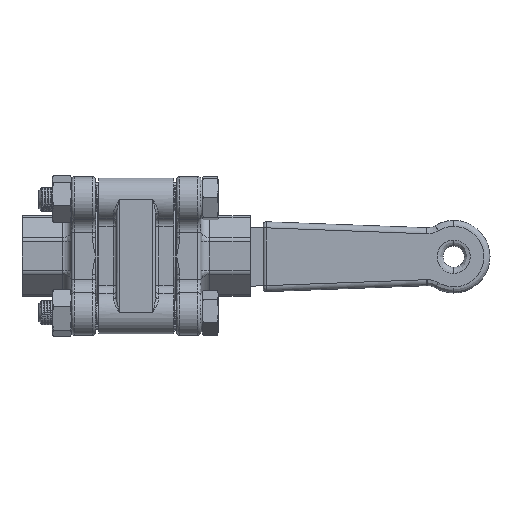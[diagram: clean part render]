
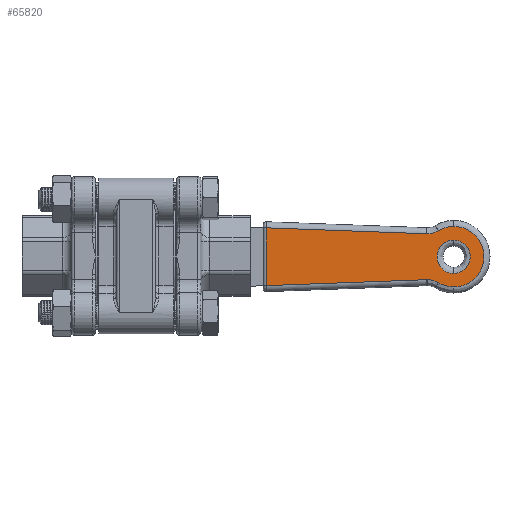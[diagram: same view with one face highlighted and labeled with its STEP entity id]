
A CAD part, front view. The second image highlights one B-rep face of the part: STEP entity #65820.
In plain terms, the highlighted planar face has unit normal (0, -1, 0).
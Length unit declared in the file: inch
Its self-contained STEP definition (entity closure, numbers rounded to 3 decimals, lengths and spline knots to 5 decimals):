
#1904 = CARTESIAN_POINT ( 'NONE',  ( 3.77971, 1.08268, -0.29875 ) ) ;
#2315 = CARTESIAN_POINT ( 'NONE',  ( 4.13386, 1.08268, -0.3937 ) ) ;
#4954 = EDGE_LOOP ( 'NONE', ( #146031, #83535 ) ) ;
#7025 = DIRECTION ( 'NONE',  ( 0.999, 0., -0.037 ) ) ;
#8099 = EDGE_CURVE ( 'NONE', #88572, #64081, #132524, .T. ) ;
#13728 = LINE ( 'NONE', #1904, #37831 ) ;
#13981 = CARTESIAN_POINT ( 'NONE',  ( 3.7899, 1.08268, -0.29856 ) ) ;
#14725 = CARTESIAN_POINT ( 'NONE',  ( 3.70079, 1.08268, -0.21654 ) ) ;
#15616 = CARTESIAN_POINT ( 'NONE',  ( 3.88847, 1.08268, -0.31194 ) ) ;
#15620 = CARTESIAN_POINT ( 'NONE',  ( 1.69291, 1.08268, 0.37599 ) ) ;
#17294 = CARTESIAN_POINT ( 'NONE',  ( 3.7899, 1.08268, -0.29856 ) ) ;
#17352 = EDGE_CURVE ( 'NONE', #60488, #88572, #86149, .T. ) ;
#20748 = CARTESIAN_POINT ( 'NONE',  ( 3.7899, 1.08268, -0.29856 ) ) ;
#21033 = EDGE_CURVE ( 'NONE', #52161, #60488, #13728, .T. ) ;
#22122 = ORIENTED_EDGE ( 'NONE', *, *, #77282, .F. ) ;
#26922 =( BOUNDED_CURVE ( )  B_SPLINE_CURVE ( 3, ( #68133, #132942, #146369, #145814 ),
 .UNSPECIFIED., .F., .T. ) 
 B_SPLINE_CURVE_WITH_KNOTS ( ( 4, 4 ),
 ( 0., 1. ),
 .UNSPECIFIED. ) 
 CURVE ( )  GEOMETRIC_REPRESENTATION_ITEM ( )  RATIONAL_B_SPLINE_CURVE ( ( 1., 0.972, 0.972, 1. ) ) 
 REPRESENTATION_ITEM ( '' )  );
#27987 = CARTESIAN_POINT ( 'NONE',  ( 3.7865, 1.08268, -0.29856 ) ) ;
#29635 = CARTESIAN_POINT ( 'NONE',  ( 3.7831, 1.08268, -0.29862 ) ) ;
#36423 = CARTESIAN_POINT ( 'NONE',  ( 4.56693, 1.08268, 0.21654 ) ) ;
#36910 = CARTESIAN_POINT ( 'NONE',  ( 4.92126, 1.08268, 0.3937 ) ) ;
#37831 = VECTOR ( 'NONE', #76859, 39.37008 ) ;
#41016 = CARTESIAN_POINT ( 'NONE',  ( 4.13386, 1.08268, 0.21654 ) ) ;
#42892 = DIRECTION ( 'NONE',  ( 0., 1., 0. ) ) ;
#44006 = DIRECTION ( 'NONE',  ( 0., 0., 1. ) ) ;
#48132 = VECTOR ( 'NONE', #118111, 39.37008 ) ;
#49332 = CARTESIAN_POINT ( 'NONE',  ( 4.13386, 1.08268, 0.21654 ) ) ;
#52161 = VERTEX_POINT ( 'NONE', #111990 ) ;
#53132 = CARTESIAN_POINT ( 'NONE',  ( 3.77971, 1.08268, -0.29875 ) ) ;
#53314 = CARTESIAN_POINT ( 'NONE',  ( 4.13386, 1.08268, -0.21654 ) ) ;
#56841 = EDGE_CURVE ( 'NONE', #82110, #63518, #85489, .T. ) ;
#57288 = ORIENTED_EDGE ( 'NONE', *, *, #8099, .F. ) ;
#57314 = EDGE_CURVE ( 'NONE', #64081, #154139, #26922, .T. ) ;
#59752 =( BOUNDED_CURVE ( )  B_SPLINE_CURVE ( 3, ( #91668, #15616, #90562, #13981 ),
 .UNSPECIFIED., .F., .T. ) 
 B_SPLINE_CURVE_WITH_KNOTS ( ( 4, 4 ),
 ( 0., 1. ),
 .UNSPECIFIED. ) 
 CURVE ( )  GEOMETRIC_REPRESENTATION_ITEM ( )  RATIONAL_B_SPLINE_CURVE ( ( 1., 0.976, 0.976, 1. ) ) 
 REPRESENTATION_ITEM ( '' )  );
#60488 = VERTEX_POINT ( 'NONE', #150237 ) ;
#63518 = VERTEX_POINT ( 'NONE', #49332 ) ;
#64081 = VERTEX_POINT ( 'NONE', #147984 ) ;
#64128 = ORIENTED_EDGE ( 'NONE', *, *, #21033, .F. ) ;
#64421 = CARTESIAN_POINT ( 'NONE',  ( 3.93153, 1.08268, -0.33773 ) ) ;
#65820 = ADVANCED_FACE ( 'NONE', ( #155138, #123289 ), #82026, .F. ) ;
#66875 =( BOUNDED_CURVE ( )  B_SPLINE_CURVE ( 3, ( #41016, #103668, #14725, #53314 ),
 .UNSPECIFIED., .F., .T. ) 
 B_SPLINE_CURVE_WITH_KNOTS ( ( 4, 4 ),
 ( 0., 1. ),
 .UNSPECIFIED. ) 
 CURVE ( )  GEOMETRIC_REPRESENTATION_ITEM ( )  RATIONAL_B_SPLINE_CURVE ( ( 1., 0.333, 0.333, 1. ) ) 
 REPRESENTATION_ITEM ( '' )  );
#67610 = EDGE_CURVE ( 'NONE', #63518, #82110, #66875, .T. ) ;
#68133 = CARTESIAN_POINT ( 'NONE',  ( 3.77971, 1.08268, 0.29875 ) ) ;
#68811 = EDGE_CURVE ( 'NONE', #154139, #117695, #118180, .T. ) ;
#70782 = CARTESIAN_POINT ( 'NONE',  ( 1.69291, 1.08268, 0.37599 ) ) ;
#70841 = EDGE_CURVE ( 'NONE', #78353, #125714, #59752, .T. ) ;
#73346 = CARTESIAN_POINT ( 'NONE',  ( 4.13386, 1.08268, 0.21654 ) ) ;
#75022 = CARTESIAN_POINT ( 'NONE',  ( 4.13386, 1.08268, -0.3937 ) ) ;
#76859 = DIRECTION ( 'NONE',  ( -0.999, 0., -0.037 ) ) ;
#77077 = CARTESIAN_POINT ( 'NONE',  ( 4.92126, 1.08268, -0.3937 ) ) ;
#77282 = EDGE_CURVE ( 'NONE', #117695, #134138, #82233, .T. ) ;
#77637 = CARTESIAN_POINT ( 'NONE',  ( 4.13386, 1.08268, 0.3937 ) ) ;
#78353 = VERTEX_POINT ( 'NONE', #163055 ) ;
#78621 = ORIENTED_EDGE ( 'NONE', *, *, #17352, .F. ) ;
#81146 = AXIS2_PLACEMENT_3D ( 'NONE', #131733, #42892, #44006 ) ;
#82026 = PLANE ( 'NONE',  #81146 ) ;
#82063 = EDGE_CURVE ( 'NONE', #134138, #78353, #123103, .T. ) ;
#82110 = VERTEX_POINT ( 'NONE', #154363 ) ;
#82233 =( BOUNDED_CURVE ( )  B_SPLINE_CURVE ( 3, ( #77637, #36910, #77077, #102291 ),
 .UNSPECIFIED., .F., .T. ) 
 B_SPLINE_CURVE_WITH_KNOTS ( ( 4, 4 ),
 ( 0., 1. ),
 .UNSPECIFIED. ) 
 CURVE ( )  GEOMETRIC_REPRESENTATION_ITEM ( )  RATIONAL_B_SPLINE_CURVE ( ( 1., 0.333, 0.333, 1. ) ) 
 REPRESENTATION_ITEM ( '' )  );
#83535 = ORIENTED_EDGE ( 'NONE', *, *, #56841, .F. ) ;
#84881 = CARTESIAN_POINT ( 'NONE',  ( 3.93153, 1.08268, 0.33773 ) ) ;
#85489 =( BOUNDED_CURVE ( )  B_SPLINE_CURVE ( 3, ( #113007, #111347, #36423, #73346 ),
 .UNSPECIFIED., .F., .F. ) 
 B_SPLINE_CURVE_WITH_KNOTS ( ( 4, 4 ),
 ( 0., 1. ),
 .UNSPECIFIED. ) 
 CURVE ( )  GEOMETRIC_REPRESENTATION_ITEM ( )  RATIONAL_B_SPLINE_CURVE ( ( 1., 0.333, 0.333, 1. ) ) 
 REPRESENTATION_ITEM ( '' )  );
#85728 = CARTESIAN_POINT ( 'NONE',  ( 1.69291, 1.08268, -0.45624 ) ) ;
#86149 = LINE ( 'NONE', #85728, #48132 ) ;
#88572 = VERTEX_POINT ( 'NONE', #15620 ) ;
#90562 = CARTESIAN_POINT ( 'NONE',  ( 3.8401, 1.08268, -0.29856 ) ) ;
#91668 = CARTESIAN_POINT ( 'NONE',  ( 3.93153, 1.08268, -0.33773 ) ) ;
#102291 = CARTESIAN_POINT ( 'NONE',  ( 4.13386, 1.08268, -0.3937 ) ) ;
#103668 = CARTESIAN_POINT ( 'NONE',  ( 3.70079, 1.08268, 0.21654 ) ) ;
#104149 = EDGE_LOOP ( 'NONE', ( #78621, #64128, #163718, #118596, #126387, #22122, #130545, #120711, #57288 ) ) ;
#107437 = CARTESIAN_POINT ( 'NONE',  ( 4.13386, 1.08268, 0.3937 ) ) ;
#111347 = CARTESIAN_POINT ( 'NONE',  ( 4.56693, 1.08268, -0.21654 ) ) ;
#111990 = CARTESIAN_POINT ( 'NONE',  ( 3.77971, 1.08268, -0.29875 ) ) ;
#113007 = CARTESIAN_POINT ( 'NONE',  ( 4.13386, 1.08268, -0.21654 ) ) ;
#116860 = CARTESIAN_POINT ( 'NONE',  ( 3.99304, 1.08268, 0.37458 ) ) ;
#117695 = VERTEX_POINT ( 'NONE', #107437 ) ;
#118030 = CARTESIAN_POINT ( 'NONE',  ( 4.06215, 1.08268, -0.3937 ) ) ;
#118111 = DIRECTION ( 'NONE',  ( 0., 0., 1. ) ) ;
#118180 =( BOUNDED_CURVE ( )  B_SPLINE_CURVE ( 3, ( #131337, #116860, #129680, #142539 ),
 .UNSPECIFIED., .F., .T. ) 
 B_SPLINE_CURVE_WITH_KNOTS ( ( 4, 4 ),
 ( 0., 1. ),
 .UNSPECIFIED. ) 
 CURVE ( )  GEOMETRIC_REPRESENTATION_ITEM ( )  RATIONAL_B_SPLINE_CURVE ( ( 1., 0.976, 0.976, 1. ) ) 
 REPRESENTATION_ITEM ( '' )  );
#118596 = ORIENTED_EDGE ( 'NONE', *, *, #70841, .F. ) ;
#120711 = ORIENTED_EDGE ( 'NONE', *, *, #57314, .F. ) ;
#123103 =( BOUNDED_CURVE ( )  B_SPLINE_CURVE ( 3, ( #2315, #118030, #130304, #64421 ),
 .UNSPECIFIED., .F., .T. ) 
 B_SPLINE_CURVE_WITH_KNOTS ( ( 4, 4 ),
 ( 0., 1. ),
 .UNSPECIFIED. ) 
 CURVE ( )  GEOMETRIC_REPRESENTATION_ITEM ( )  RATIONAL_B_SPLINE_CURVE ( ( 1., 0.976, 0.976, 1. ) ) 
 REPRESENTATION_ITEM ( '' )  );
#123289 = FACE_BOUND ( 'NONE', #4954, .T. ) ;
#125714 = VERTEX_POINT ( 'NONE', #20748 ) ;
#126387 = ORIENTED_EDGE ( 'NONE', *, *, #82063, .F. ) ;
#127296 = EDGE_CURVE ( 'NONE', #125714, #52161, #149237, .T. ) ;
#129680 = CARTESIAN_POINT ( 'NONE',  ( 4.06215, 1.08268, 0.3937 ) ) ;
#130304 = CARTESIAN_POINT ( 'NONE',  ( 3.99304, 1.08268, -0.37458 ) ) ;
#130545 = ORIENTED_EDGE ( 'NONE', *, *, #68811, .F. ) ;
#131337 = CARTESIAN_POINT ( 'NONE',  ( 3.93153, 1.08268, 0.33773 ) ) ;
#131733 = CARTESIAN_POINT ( 'NONE',  ( 4.13386, 1.08268, 0. ) ) ;
#132524 = LINE ( 'NONE', #70782, #160609 ) ;
#132942 = CARTESIAN_POINT ( 'NONE',  ( 3.8334, 1.08268, 0.29676 ) ) ;
#134138 = VERTEX_POINT ( 'NONE', #75022 ) ;
#142539 = CARTESIAN_POINT ( 'NONE',  ( 4.13386, 1.08268, 0.3937 ) ) ;
#145814 = CARTESIAN_POINT ( 'NONE',  ( 3.93153, 1.08268, 0.33773 ) ) ;
#146031 = ORIENTED_EDGE ( 'NONE', *, *, #67610, .F. ) ;
#146369 = CARTESIAN_POINT ( 'NONE',  ( 3.88544, 1.08268, 0.31012 ) ) ;
#147984 = CARTESIAN_POINT ( 'NONE',  ( 3.77971, 1.08268, 0.29875 ) ) ;
#149237 =( BOUNDED_CURVE ( )  B_SPLINE_CURVE ( 3, ( #17294, #27987, #29635, #53132 ),
 .UNSPECIFIED., .F., .T. ) 
 B_SPLINE_CURVE_WITH_KNOTS ( ( 4, 4 ),
 ( 0., 1. ),
 .UNSPECIFIED. ) 
 CURVE ( )  GEOMETRIC_REPRESENTATION_ITEM ( )  RATIONAL_B_SPLINE_CURVE ( ( 1., 1., 1., 1. ) ) 
 REPRESENTATION_ITEM ( '' )  );
#150237 = CARTESIAN_POINT ( 'NONE',  ( 1.69291, 1.08268, -0.37599 ) ) ;
#154139 = VERTEX_POINT ( 'NONE', #84881 ) ;
#154363 = CARTESIAN_POINT ( 'NONE',  ( 4.13386, 1.08268, -0.21654 ) ) ;
#155138 = FACE_OUTER_BOUND ( 'NONE', #104149, .T. ) ;
#160609 = VECTOR ( 'NONE', #7025, 39.37008 ) ;
#163055 = CARTESIAN_POINT ( 'NONE',  ( 3.93153, 1.08268, -0.33773 ) ) ;
#163718 = ORIENTED_EDGE ( 'NONE', *, *, #127296, .F. ) ;
